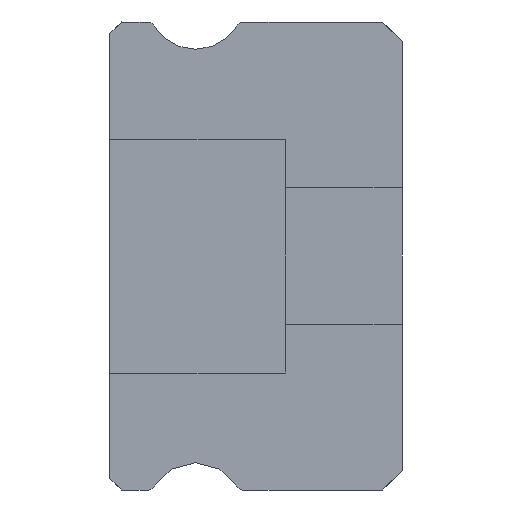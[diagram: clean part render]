
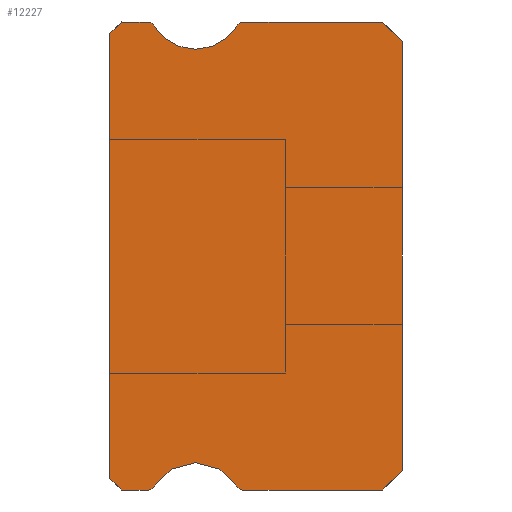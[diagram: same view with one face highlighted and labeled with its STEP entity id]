
A CAD part, left-side view. The second image highlights one B-rep face of the part: STEP entity #12227.
In plain terms, the highlighted planar face has unit normal (-1, 0, 0).
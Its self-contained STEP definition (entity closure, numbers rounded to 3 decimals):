
#143 = VERTEX_POINT ( 'NONE', #9566 ) ;
#178 = DIRECTION ( 'NONE',  ( 1., 0., 0. ) ) ;
#211 = EDGE_CURVE ( 'NONE', #11546, #5555, #6663, .T. ) ;
#250 = CARTESIAN_POINT ( 'NONE',  ( -5., 0., 5.5 ) ) ;
#376 = CIRCLE ( 'NONE', #3522, 1.25 ) ;
#403 = DIRECTION ( 'NONE',  ( 0., -1., 0. ) ) ;
#475 = VECTOR ( 'NONE', #10601, 1000. ) ;
#528 = VERTEX_POINT ( 'NONE', #3754 ) ;
#658 = CARTESIAN_POINT ( 'NONE',  ( -5., 0., 5.5 ) ) ;
#779 = VECTOR ( 'NONE', #4219, 1000. ) ;
#830 = AXIS2_PLACEMENT_3D ( 'NONE', #11772, #10914, #7923 ) ;
#910 = DIRECTION ( 'NONE',  ( -1., 0., 0. ) ) ;
#1173 = CARTESIAN_POINT ( 'NONE',  ( -5., 7.2, -6. ) ) ;
#1225 = EDGE_CURVE ( 'NONE', #10279, #8519, #1723, .T. ) ;
#1439 = VERTEX_POINT ( 'NONE', #4923 ) ;
#1567 = EDGE_CURVE ( 'NONE', #1439, #11151, #10498, .T. ) ;
#1723 = LINE ( 'NONE', #6883, #475 ) ;
#1820 = DIRECTION ( 'NONE',  ( 1., 0., 0. ) ) ;
#2022 = LINE ( 'NONE', #12908, #9745 ) ;
#2060 = LINE ( 'NONE', #6050, #9486 ) ;
#2128 = CARTESIAN_POINT ( 'NONE',  ( -5., 0.5, 6. ) ) ;
#2151 = VERTEX_POINT ( 'NONE', #10198 ) ;
#2445 = EDGE_CURVE ( 'NONE', #12081, #10222, #6370, .T. ) ;
#2508 = DIRECTION ( 'NONE',  ( 0., -1., 0. ) ) ;
#2544 = CARTESIAN_POINT ( 'NONE',  ( -5., 7.5, 5.85 ) ) ;
#2751 = ORIENTED_EDGE ( 'NONE', *, *, #10954, .F. ) ;
#2953 = ORIENTED_EDGE ( 'NONE', *, *, #211, .F. ) ;
#2980 = CARTESIAN_POINT ( 'NONE',  ( -5., 4.088, 5.85 ) ) ;
#3174 = DIRECTION ( 'NONE',  ( 0., 0., -1. ) ) ;
#3522 = AXIS2_PLACEMENT_3D ( 'NONE', #10949, #910, #5939 ) ;
#3610 = DIRECTION ( 'NONE',  ( 0., 0., -1. ) ) ;
#3713 = AXIS2_PLACEMENT_3D ( 'NONE', #4369, #178, #3174 ) ;
#3733 = FACE_OUTER_BOUND ( 'NONE', #5557, .T. ) ;
#3754 = CARTESIAN_POINT ( 'NONE',  ( -5., 7.2, -6. ) ) ;
#3817 = ORIENTED_EDGE ( 'NONE', *, *, #7904, .T. ) ;
#3875 = LINE ( 'NONE', #11511, #7886 ) ;
#4125 = AXIS2_PLACEMENT_3D ( 'NONE', #9590, #1820, #9526 ) ;
#4129 = CARTESIAN_POINT ( 'NONE',  ( -5., 0., -5.5 ) ) ;
#4219 = DIRECTION ( 'NONE',  ( 0., -0.707, -0.707 ) ) ;
#4368 = EDGE_CURVE ( 'NONE', #11151, #143, #8248, .T. ) ;
#4369 = CARTESIAN_POINT ( 'NONE',  ( -5., 6.512, 5.85 ) ) ;
#4390 = DIRECTION ( 'NONE',  ( -1., 0., 0. ) ) ;
#4454 = LINE ( 'NONE', #9547, #10770 ) ;
#4485 = EDGE_CURVE ( 'NONE', #6433, #9539, #6065, .T. ) ;
#4538 = CIRCLE ( 'NONE', #3713, 0.15 ) ;
#4636 = ORIENTED_EDGE ( 'NONE', *, *, #6952, .T. ) ;
#4922 = VECTOR ( 'NONE', #5744, 1000. ) ;
#4923 = CARTESIAN_POINT ( 'NONE',  ( -5., 5.3, 5.3 ) ) ;
#5072 = CARTESIAN_POINT ( 'NONE',  ( -5., 4.217, 5.925 ) ) ;
#5154 = DIRECTION ( 'NONE',  ( 0., -0.707, -0.707 ) ) ;
#5234 = DIRECTION ( 'NONE',  ( 0., 0., -1. ) ) ;
#5351 = ORIENTED_EDGE ( 'NONE', *, *, #7675, .T. ) ;
#5495 = CARTESIAN_POINT ( 'NONE',  ( -5., 5.3, 6.55 ) ) ;
#5531 = EDGE_CURVE ( 'NONE', #6289, #1439, #376, .T. ) ;
#5544 = VECTOR ( 'NONE', #2508, 1000. ) ;
#5555 = VERTEX_POINT ( 'NONE', #10821 ) ;
#5557 = EDGE_LOOP ( 'NONE', ( #4636, #2751, #3817, #5351, #2953, #11954, #8417, #7990, #12239, #9148, #8339, #12736, #9088, #8480, #6687, #12083, #6255 ) ) ;
#5723 = AXIS2_PLACEMENT_3D ( 'NONE', #5495, #4390, #5234 ) ;
#5744 = DIRECTION ( 'NONE',  ( 0., 0., 1. ) ) ;
#5767 = CARTESIAN_POINT ( 'NONE',  ( -5., 4.088, -5.85 ) ) ;
#5892 = LINE ( 'NONE', #250, #8242 ) ;
#5939 = DIRECTION ( 'NONE',  ( 0., 0., -1. ) ) ;
#5969 = CARTESIAN_POINT ( 'NONE',  ( -5., 6.383, -5.925 ) ) ;
#6050 = CARTESIAN_POINT ( 'NONE',  ( -5., 6.512, -6. ) ) ;
#6065 = LINE ( 'NONE', #2128, #779 ) ;
#6255 = ORIENTED_EDGE ( 'NONE', *, *, #1225, .T. ) ;
#6289 = VERTEX_POINT ( 'NONE', #10929 ) ;
#6370 = CIRCLE ( 'NONE', #6961, 0.15 ) ;
#6433 = VERTEX_POINT ( 'NONE', #11975 ) ;
#6615 = DIRECTION ( 'NONE',  ( 1., 0., 0. ) ) ;
#6663 = CIRCLE ( 'NONE', #830, 0.15 ) ;
#6687 = ORIENTED_EDGE ( 'NONE', *, *, #5531, .F. ) ;
#6784 = PLANE ( 'NONE',  #4125 ) ;
#6844 = EDGE_CURVE ( 'NONE', #143, #6433, #4454, .T. ) ;
#6883 = CARTESIAN_POINT ( 'NONE',  ( -5., 7.2, 6. ) ) ;
#6952 = EDGE_CURVE ( 'NONE', #8519, #2151, #2022, .T. ) ;
#6961 = AXIS2_PLACEMENT_3D ( 'NONE', #5767, #6615, #3610 ) ;
#7049 = LINE ( 'NONE', #1173, #11750 ) ;
#7061 = CARTESIAN_POINT ( 'NONE',  ( -5., 0.5, -6. ) ) ;
#7135 = EDGE_CURVE ( 'NONE', #10279, #6289, #4538, .T. ) ;
#7245 = CARTESIAN_POINT ( 'NONE',  ( -5., 7.2, 6. ) ) ;
#7543 = EDGE_CURVE ( 'NONE', #9229, #12081, #2060, .T. ) ;
#7609 = DIRECTION ( 'NONE',  ( 0., 0.707, -0.707 ) ) ;
#7675 = EDGE_CURVE ( 'NONE', #528, #5555, #11494, .T. ) ;
#7719 = CARTESIAN_POINT ( 'NONE',  ( -5., 7.5, -5.7 ) ) ;
#7837 = AXIS2_PLACEMENT_3D ( 'NONE', #2980, #10868, #12891 ) ;
#7886 = VECTOR ( 'NONE', #7609, 1000. ) ;
#7904 = EDGE_CURVE ( 'NONE', #8456, #528, #7049, .T. ) ;
#7923 = DIRECTION ( 'NONE',  ( 0., 0., -1. ) ) ;
#7990 = ORIENTED_EDGE ( 'NONE', *, *, #7543, .F. ) ;
#8242 = VECTOR ( 'NONE', #11084, 1000. ) ;
#8248 = CIRCLE ( 'NONE', #7837, 0.15 ) ;
#8339 = ORIENTED_EDGE ( 'NONE', *, *, #4485, .F. ) ;
#8417 = ORIENTED_EDGE ( 'NONE', *, *, #2445, .F. ) ;
#8456 = VERTEX_POINT ( 'NONE', #7719 ) ;
#8480 = ORIENTED_EDGE ( 'NONE', *, *, #1567, .F. ) ;
#8519 = VERTEX_POINT ( 'NONE', #7245 ) ;
#8824 = CARTESIAN_POINT ( 'NONE',  ( -5., 5.3, -6.55 ) ) ;
#9027 = DIRECTION ( 'NONE',  ( 0., 1., 0. ) ) ;
#9088 = ORIENTED_EDGE ( 'NONE', *, *, #4368, .F. ) ;
#9148 = ORIENTED_EDGE ( 'NONE', *, *, #10760, .T. ) ;
#9229 = VERTEX_POINT ( 'NONE', #7061 ) ;
#9251 = CARTESIAN_POINT ( 'NONE',  ( -5., 4.088, -6. ) ) ;
#9486 = VECTOR ( 'NONE', #9027, 1000. ) ;
#9526 = DIRECTION ( 'NONE',  ( 0., 0., -1. ) ) ;
#9539 = VERTEX_POINT ( 'NONE', #658 ) ;
#9547 = CARTESIAN_POINT ( 'NONE',  ( -5., 6.512, 6. ) ) ;
#9566 = CARTESIAN_POINT ( 'NONE',  ( -5., 4.088, 6. ) ) ;
#9590 = CARTESIAN_POINT ( 'NONE',  ( -5., 6.512, 5.85 ) ) ;
#9745 = VECTOR ( 'NONE', #11868, 1000. ) ;
#10198 = CARTESIAN_POINT ( 'NONE',  ( -5., 7.5, 5.7 ) ) ;
#10200 = VERTEX_POINT ( 'NONE', #4129 ) ;
#10222 = VERTEX_POINT ( 'NONE', #11462 ) ;
#10279 = VERTEX_POINT ( 'NONE', #10790 ) ;
#10498 = CIRCLE ( 'NONE', #5723, 1.25 ) ;
#10601 = DIRECTION ( 'NONE',  ( 0., 1., 0. ) ) ;
#10757 = EDGE_CURVE ( 'NONE', #10222, #11546, #11991, .T. ) ;
#10760 = EDGE_CURVE ( 'NONE', #10200, #9539, #5892, .T. ) ;
#10770 = VECTOR ( 'NONE', #403, 1000. ) ;
#10790 = CARTESIAN_POINT ( 'NONE',  ( -5., 6.512, 6. ) ) ;
#10821 = CARTESIAN_POINT ( 'NONE',  ( -5., 6.512, -6. ) ) ;
#10868 = DIRECTION ( 'NONE',  ( 1., 0., 0. ) ) ;
#10914 = DIRECTION ( 'NONE',  ( 1., 0., 0. ) ) ;
#10929 = CARTESIAN_POINT ( 'NONE',  ( -5., 6.383, 5.925 ) ) ;
#10949 = CARTESIAN_POINT ( 'NONE',  ( -5., 5.3, 6.55 ) ) ;
#10954 = EDGE_CURVE ( 'NONE', #8456, #2151, #12651, .T. ) ;
#11084 = DIRECTION ( 'NONE',  ( 0., 0., 1. ) ) ;
#11151 = VERTEX_POINT ( 'NONE', #5072 ) ;
#11350 = AXIS2_PLACEMENT_3D ( 'NONE', #8824, #12790, #11814 ) ;
#11432 = CARTESIAN_POINT ( 'NONE',  ( -5., 6.512, -6. ) ) ;
#11462 = CARTESIAN_POINT ( 'NONE',  ( -5., 4.217, -5.925 ) ) ;
#11469 = EDGE_CURVE ( 'NONE', #10200, #9229, #3875, .T. ) ;
#11494 = LINE ( 'NONE', #11432, #5544 ) ;
#11511 = CARTESIAN_POINT ( 'NONE',  ( -5., 0., -5.5 ) ) ;
#11546 = VERTEX_POINT ( 'NONE', #5969 ) ;
#11750 = VECTOR ( 'NONE', #5154, 1000. ) ;
#11772 = CARTESIAN_POINT ( 'NONE',  ( -5., 6.512, -5.85 ) ) ;
#11814 = DIRECTION ( 'NONE',  ( 0., 0., -1. ) ) ;
#11868 = DIRECTION ( 'NONE',  ( 0., 0.707, -0.707 ) ) ;
#11954 = ORIENTED_EDGE ( 'NONE', *, *, #10757, .F. ) ;
#11975 = CARTESIAN_POINT ( 'NONE',  ( -5., 0.5, 6. ) ) ;
#11991 = CIRCLE ( 'NONE', #11350, 1.25 ) ;
#12081 = VERTEX_POINT ( 'NONE', #9251 ) ;
#12083 = ORIENTED_EDGE ( 'NONE', *, *, #7135, .F. ) ;
#12227 = ADVANCED_FACE ( 'NONE', ( #3733 ), #6784, .F. ) ;
#12239 = ORIENTED_EDGE ( 'NONE', *, *, #11469, .F. ) ;
#12651 = LINE ( 'NONE', #2544, #4922 ) ;
#12736 = ORIENTED_EDGE ( 'NONE', *, *, #6844, .F. ) ;
#12790 = DIRECTION ( 'NONE',  ( -1., 0., 0. ) ) ;
#12891 = DIRECTION ( 'NONE',  ( 0., 0., -1. ) ) ;
#12908 = CARTESIAN_POINT ( 'NONE',  ( -5., 7.5, 5.7 ) ) ;
